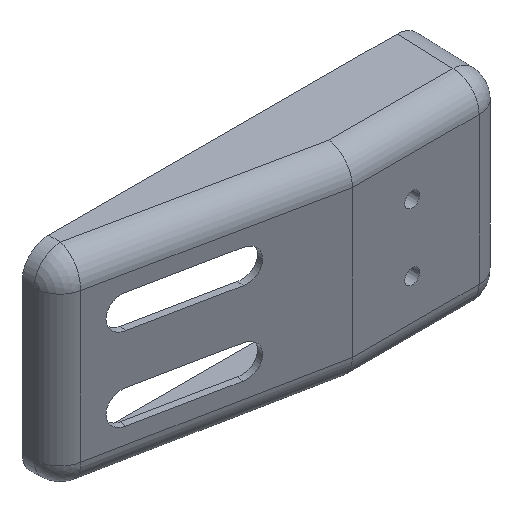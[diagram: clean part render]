
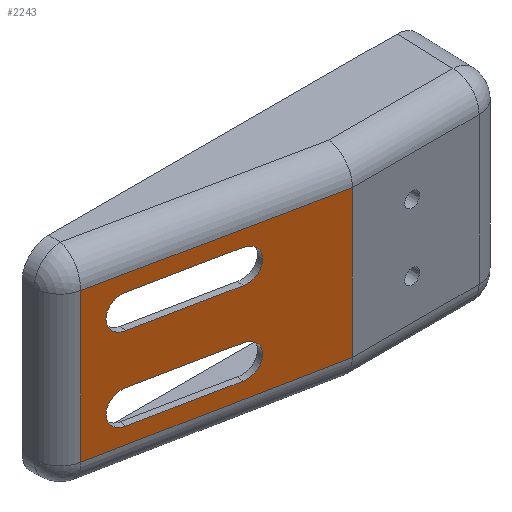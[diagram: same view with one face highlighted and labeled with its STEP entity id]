
A CAD part, isometric view. The second image highlights one B-rep face of the part: STEP entity #2243.
In plain terms, the highlighted planar face has unit normal (-0.199, -0.98, 0).
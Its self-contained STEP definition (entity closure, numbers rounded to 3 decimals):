
#39 = EDGE_LOOP ( 'NONE', ( #1839, #2957, #3016, #1253, #1296 ) ) ;
#48 = VERTEX_POINT ( 'NONE', #2136 ) ;
#58 = DIRECTION ( 'NONE',  ( -0.98, 0.199, 0. ) ) ;
#80 = LINE ( 'NONE', #2208, #643 ) ;
#82 = CIRCLE ( 'NONE', #2037, 5. ) ;
#92 = EDGE_CURVE ( 'NONE', #48, #2949, #2304, .T. ) ;
#125 = CARTESIAN_POINT ( 'NONE',  ( -67.965, 13.777, -22.376 ) ) ;
#181 = CARTESIAN_POINT ( 'NONE',  ( -61.665, 12.5, 12.436 ) ) ;
#186 = DIRECTION ( 'NONE',  ( 0.199, 0.98, 0. ) ) ;
#283 = VERTEX_POINT ( 'NONE', #181 ) ;
#286 = VERTEX_POINT ( 'NONE', #1256 ) ;
#366 = FACE_OUTER_BOUND ( 'NONE', #3285, .T. ) ;
#377 = CARTESIAN_POINT ( 'NONE',  ( -56.765, 11.506, 7.436 ) ) ;
#451 = VECTOR ( 'NONE', #3148, 1000. ) ;
#469 = VERTEX_POINT ( 'NONE', #1897 ) ;
#478 = CARTESIAN_POINT ( 'NONE',  ( -73.822, 14.964, -22.397 ) ) ;
#540 = DIRECTION ( 'NONE',  ( -0.98, 0.199, 0. ) ) ;
#589 = VECTOR ( 'NONE', #2628, 1000. ) ;
#607 = CARTESIAN_POINT ( 'NONE',  ( -27.363, 5.547, 12.436 ) ) ;
#643 = VECTOR ( 'NONE', #1869, 1000. ) ;
#703 = VERTEX_POINT ( 'NONE', #2314 ) ;
#769 = DIRECTION ( 'NONE',  ( -0.98, 0.199, 0. ) ) ;
#902 = CARTESIAN_POINT ( 'NONE',  ( -27.363, 5.547, 17.436 ) ) ;
#951 = ORIENTED_EDGE ( 'NONE', *, *, #3392, .T. ) ;
#968 = CARTESIAN_POINT ( 'NONE',  ( -61.665, 12.5, -12.436 ) ) ;
#971 = EDGE_CURVE ( 'NONE', #469, #2438, #3015, .T. ) ;
#972 = AXIS2_PLACEMENT_3D ( 'NONE', #2111, #2993, #3184 ) ;
#1021 = EDGE_LOOP ( 'NONE', ( #1322, #951, #2552, #2682, #1372 ) ) ;
#1083 = CIRCLE ( 'NONE', #2873, 5. ) ;
#1150 = EDGE_CURVE ( 'NONE', #286, #2058, #2631, .T. ) ;
#1154 = DIRECTION ( 'NONE',  ( 0.199, 0.98, 0. ) ) ;
#1171 = EDGE_CURVE ( 'NONE', #2058, #469, #2568, .T. ) ;
#1212 = CARTESIAN_POINT ( 'NONE',  ( -74., 15., 17.436 ) ) ;
#1253 = ORIENTED_EDGE ( 'NONE', *, *, #92, .T. ) ;
#1254 = EDGE_CURVE ( 'NONE', #283, #286, #1846, .T. ) ;
#1256 = CARTESIAN_POINT ( 'NONE',  ( -56.765, 11.506, 17.436 ) ) ;
#1265 = VERTEX_POINT ( 'NONE', #1645 ) ;
#1277 = DIRECTION ( 'NONE',  ( 0., 0., -1. ) ) ;
#1290 = LINE ( 'NONE', #2596, #2399 ) ;
#1296 = ORIENTED_EDGE ( 'NONE', *, *, #1874, .T. ) ;
#1319 = DIRECTION ( 'NONE',  ( -0.98, 0.199, 0. ) ) ;
#1322 = ORIENTED_EDGE ( 'NONE', *, *, #971, .T. ) ;
#1341 = LINE ( 'NONE', #1640, #3336 ) ;
#1372 = ORIENTED_EDGE ( 'NONE', *, *, #1171, .T. ) ;
#1420 = CARTESIAN_POINT ( 'NONE',  ( -74., 15., 7.436 ) ) ;
#1431 = PLANE ( 'NONE',  #3104 ) ;
#1466 = EDGE_CURVE ( 'NONE', #1894, #3150, #1290, .T. ) ;
#1482 = CARTESIAN_POINT ( 'NONE',  ( -67.965, 13.777, 22.376 ) ) ;
#1493 = CARTESIAN_POINT ( 'NONE',  ( -27.363, 5.547, -12.436 ) ) ;
#1499 = DIRECTION ( 'NONE',  ( -0.98, 0.199, 0. ) ) ;
#1517 = CARTESIAN_POINT ( 'NONE',  ( -56.765, 11.506, -12.436 ) ) ;
#1577 = DIRECTION ( 'NONE',  ( -0.98, 0.199, 0.003 ) ) ;
#1640 = CARTESIAN_POINT ( 'NONE',  ( -74., 15., -17.436 ) ) ;
#1645 = CARTESIAN_POINT ( 'NONE',  ( -56.765, 11.506, -17.436 ) ) ;
#1669 = CIRCLE ( 'NONE', #2731, 5. ) ;
#1798 = LINE ( 'NONE', #478, #589 ) ;
#1821 = VERTEX_POINT ( 'NONE', #968 ) ;
#1828 = CARTESIAN_POINT ( 'NONE',  ( -27.363, 5.547, -7.436 ) ) ;
#1839 = ORIENTED_EDGE ( 'NONE', *, *, #2340, .T. ) ;
#1846 = CIRCLE ( 'NONE', #3020, 5. ) ;
#1869 = DIRECTION ( 'NONE',  ( 0., 0., -1. ) ) ;
#1874 = EDGE_CURVE ( 'NONE', #2949, #703, #1669, .T. ) ;
#1884 = CARTESIAN_POINT ( 'NONE',  ( -56.765, 11.506, 12.436 ) ) ;
#1894 = VERTEX_POINT ( 'NONE', #2365 ) ;
#1897 = CARTESIAN_POINT ( 'NONE',  ( -27.363, 5.547, 7.436 ) ) ;
#1976 = DIRECTION ( 'NONE',  ( 0.199, 0.98, 0. ) ) ;
#2037 = AXIS2_PLACEMENT_3D ( 'NONE', #3405, #3423, #1319 ) ;
#2043 = VERTEX_POINT ( 'NONE', #1482 ) ;
#2058 = VERTEX_POINT ( 'NONE', #902 ) ;
#2111 = CARTESIAN_POINT ( 'NONE',  ( -56.765, 11.506, 12.436 ) ) ;
#2136 = CARTESIAN_POINT ( 'NONE',  ( -56.765, 11.506, -7.436 ) ) ;
#2137 = ORIENTED_EDGE ( 'NONE', *, *, #2550, .T. ) ;
#2194 = EDGE_CURVE ( 'NONE', #1265, #1821, #1083, .T. ) ;
#2208 = CARTESIAN_POINT ( 'NONE',  ( -67.965, 13.777, 30. ) ) ;
#2243 = ADVANCED_FACE ( 'NONE', ( #3310, #2764, #366 ), #1431, .F. ) ;
#2304 = LINE ( 'NONE', #3378, #2988 ) ;
#2314 = CARTESIAN_POINT ( 'NONE',  ( -27.363, 5.547, -17.436 ) ) ;
#2340 = EDGE_CURVE ( 'NONE', #703, #1265, #1341, .T. ) ;
#2350 = LINE ( 'NONE', #3141, #3109 ) ;
#2365 = CARTESIAN_POINT ( 'NONE',  ( 0., 0., 22.136 ) ) ;
#2382 = ORIENTED_EDGE ( 'NONE', *, *, #1466, .F. ) ;
#2399 = VECTOR ( 'NONE', #1277, 1000. ) ;
#2438 = VERTEX_POINT ( 'NONE', #377 ) ;
#2456 = DIRECTION ( 'NONE',  ( -0.98, 0.199, 0. ) ) ;
#2468 = DIRECTION ( 'NONE',  ( -0.98, 0.199, 0. ) ) ;
#2494 = CARTESIAN_POINT ( 'NONE',  ( -74., 15., 30. ) ) ;
#2550 = EDGE_CURVE ( 'NONE', #2043, #3139, #80, .T. ) ;
#2552 = ORIENTED_EDGE ( 'NONE', *, *, #1254, .T. ) ;
#2568 = CIRCLE ( 'NONE', #2859, 5. ) ;
#2577 = DIRECTION ( 'NONE',  ( 0.98, -0.199, 0. ) ) ;
#2596 = CARTESIAN_POINT ( 'NONE',  ( 0., 0., 30. ) ) ;
#2628 = DIRECTION ( 'NONE',  ( 0.98, -0.199, 0.003 ) ) ;
#2631 = LINE ( 'NONE', #1212, #451 ) ;
#2635 = ORIENTED_EDGE ( 'NONE', *, *, #3038, .T. ) ;
#2682 = ORIENTED_EDGE ( 'NONE', *, *, #1150, .T. ) ;
#2708 = CIRCLE ( 'NONE', #972, 5. ) ;
#2731 = AXIS2_PLACEMENT_3D ( 'NONE', #1493, #3375, #769 ) ;
#2764 = FACE_BOUND ( 'NONE', #39, .T. ) ;
#2859 = AXIS2_PLACEMENT_3D ( 'NONE', #607, #3264, #2994 ) ;
#2873 = AXIS2_PLACEMENT_3D ( 'NONE', #1517, #186, #1499 ) ;
#2887 = EDGE_CURVE ( 'NONE', #3139, #3150, #1798, .T. ) ;
#2949 = VERTEX_POINT ( 'NONE', #1828 ) ;
#2957 = ORIENTED_EDGE ( 'NONE', *, *, #2194, .T. ) ;
#2988 = VECTOR ( 'NONE', #2577, 1000. ) ;
#2993 = DIRECTION ( 'NONE',  ( 0.199, 0.98, 0. ) ) ;
#2994 = DIRECTION ( 'NONE',  ( -0.98, 0.199, 0. ) ) ;
#3015 = LINE ( 'NONE', #1420, #3028 ) ;
#3016 = ORIENTED_EDGE ( 'NONE', *, *, #3050, .T. ) ;
#3020 = AXIS2_PLACEMENT_3D ( 'NONE', #1884, #1154, #540 ) ;
#3028 = VECTOR ( 'NONE', #2468, 1000. ) ;
#3038 = EDGE_CURVE ( 'NONE', #1894, #2043, #2350, .T. ) ;
#3050 = EDGE_CURVE ( 'NONE', #1821, #48, #82, .T. ) ;
#3088 = CARTESIAN_POINT ( 'NONE',  ( 0., 0., -22.136 ) ) ;
#3104 = AXIS2_PLACEMENT_3D ( 'NONE', #2494, #1976, #58 ) ;
#3109 = VECTOR ( 'NONE', #1577, 1000. ) ;
#3139 = VERTEX_POINT ( 'NONE', #125 ) ;
#3141 = CARTESIAN_POINT ( 'NONE',  ( -74.289, 15.059, 22.398 ) ) ;
#3148 = DIRECTION ( 'NONE',  ( 0.98, -0.199, 0. ) ) ;
#3150 = VERTEX_POINT ( 'NONE', #3088 ) ;
#3184 = DIRECTION ( 'NONE',  ( -0.98, 0.199, 0. ) ) ;
#3264 = DIRECTION ( 'NONE',  ( 0.199, 0.98, 0. ) ) ;
#3268 = ORIENTED_EDGE ( 'NONE', *, *, #2887, .T. ) ;
#3285 = EDGE_LOOP ( 'NONE', ( #2382, #2635, #2137, #3268 ) ) ;
#3310 = FACE_BOUND ( 'NONE', #1021, .T. ) ;
#3336 = VECTOR ( 'NONE', #2456, 1000. ) ;
#3375 = DIRECTION ( 'NONE',  ( 0.199, 0.98, 0. ) ) ;
#3378 = CARTESIAN_POINT ( 'NONE',  ( -74., 15., -7.436 ) ) ;
#3392 = EDGE_CURVE ( 'NONE', #2438, #283, #2708, .T. ) ;
#3405 = CARTESIAN_POINT ( 'NONE',  ( -56.765, 11.506, -12.436 ) ) ;
#3423 = DIRECTION ( 'NONE',  ( 0.199, 0.98, 0. ) ) ;
